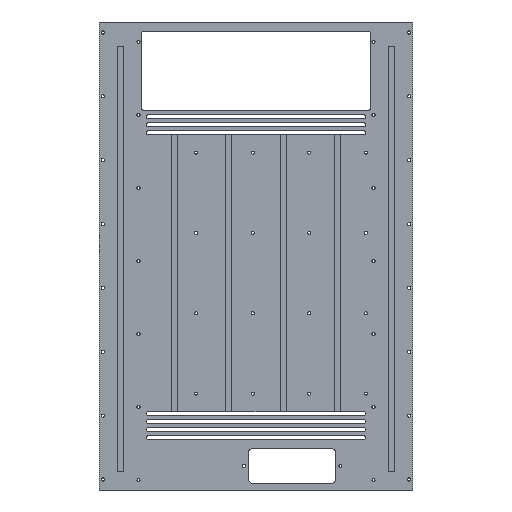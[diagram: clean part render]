
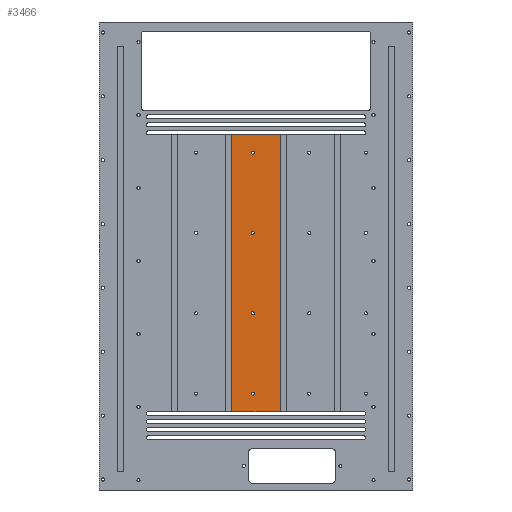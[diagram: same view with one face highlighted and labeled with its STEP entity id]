
A CAD part, left-side view. The second image highlights one B-rep face of the part: STEP entity #3466.
In plain terms, the highlighted planar face has unit normal (-1, 0, 0).
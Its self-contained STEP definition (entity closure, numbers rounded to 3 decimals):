
#210=CIRCLE('',#3733,1.3);
#211=CIRCLE('',#3734,1.3);
#212=CIRCLE('',#3735,1.3);
#213=CIRCLE('',#3736,1.3);
#413=FACE_BOUND('',#751,.T.);
#414=FACE_BOUND('',#752,.T.);
#415=FACE_BOUND('',#753,.T.);
#416=FACE_BOUND('',#754,.T.);
#510=FACE_OUTER_BOUND('',#750,.T.);
#750=EDGE_LOOP('',(#2541,#2542,#2543,#2544));
#751=EDGE_LOOP('',(#2545));
#752=EDGE_LOOP('',(#2546));
#753=EDGE_LOOP('',(#2547));
#754=EDGE_LOOP('',(#2548));
#1072=LINE('',#5408,#1354);
#1078=LINE('',#5419,#1360);
#1079=LINE('',#5421,#1361);
#1080=LINE('',#5422,#1362);
#1354=VECTOR('',#4273,10.);
#1360=VECTOR('',#4283,10.);
#1361=VECTOR('',#4284,10.);
#1362=VECTOR('',#4285,10.);
#1689=VERTEX_POINT('',#5406);
#1690=VERTEX_POINT('',#5407);
#1693=VERTEX_POINT('',#5418);
#1694=VERTEX_POINT('',#5420);
#1695=VERTEX_POINT('',#5423);
#1696=VERTEX_POINT('',#5425);
#1697=VERTEX_POINT('',#5427);
#1698=VERTEX_POINT('',#5429);
#2016=EDGE_CURVE('',#1689,#1690,#1072,.T.);
#2022=EDGE_CURVE('',#1690,#1693,#1078,.T.);
#2023=EDGE_CURVE('',#1693,#1694,#1079,.T.);
#2024=EDGE_CURVE('',#1694,#1689,#1080,.T.);
#2025=EDGE_CURVE('',#1695,#1695,#210,.F.);
#2026=EDGE_CURVE('',#1696,#1696,#211,.F.);
#2027=EDGE_CURVE('',#1697,#1697,#212,.F.);
#2028=EDGE_CURVE('',#1698,#1698,#213,.F.);
#2541=ORIENTED_EDGE('',*,*,#2016,.T.);
#2542=ORIENTED_EDGE('',*,*,#2022,.T.);
#2543=ORIENTED_EDGE('',*,*,#2023,.T.);
#2544=ORIENTED_EDGE('',*,*,#2024,.T.);
#2545=ORIENTED_EDGE('',*,*,#2025,.T.);
#2546=ORIENTED_EDGE('',*,*,#2026,.T.);
#2547=ORIENTED_EDGE('',*,*,#2027,.T.);
#2548=ORIENTED_EDGE('',*,*,#2028,.T.);
#3406=PLANE('',#3732);
#3466=ADVANCED_FACE('',(#510,#413,#414,#415,#416),#3406,.F.);
#3732=AXIS2_PLACEMENT_3D('',#5417,#4281,#4282);
#3733=AXIS2_PLACEMENT_3D('',#5424,#4286,#4287);
#3734=AXIS2_PLACEMENT_3D('',#5426,#4288,#4289);
#3735=AXIS2_PLACEMENT_3D('',#5428,#4290,#4291);
#3736=AXIS2_PLACEMENT_3D('',#5430,#4292,#4293);
#4273=DIRECTION('',(0.,0.,1.));
#4281=DIRECTION('center_axis',(1.,0.,0.));
#4282=DIRECTION('ref_axis',(0.,1.,0.));
#4283=DIRECTION('',(0.,1.,0.));
#4284=DIRECTION('',(0.,0.,-1.));
#4285=DIRECTION('',(0.,-1.,0.));
#4286=DIRECTION('center_axis',(-1.,0.,0.));
#4287=DIRECTION('ref_axis',(0.,1.,0.));
#4288=DIRECTION('center_axis',(-1.,0.,0.));
#4289=DIRECTION('ref_axis',(0.,1.,0.));
#4290=DIRECTION('center_axis',(-1.,0.,0.));
#4291=DIRECTION('ref_axis',(0.,1.,0.));
#4292=DIRECTION('center_axis',(-1.,0.,0.));
#4293=DIRECTION('ref_axis',(0.,1.,0.));
#5406=CARTESIAN_POINT('',(75.,-20.,-18.37));
#5407=CARTESIAN_POINT('',(75.,-20.,211.63));
#5408=CARTESIAN_POINT('',(75.,-20.,161.223));
#5417=CARTESIAN_POINT('Origin',(75.,0.,110.815));
#5418=CARTESIAN_POINT('',(75.,20.,211.63));
#5419=CARTESIAN_POINT('',(75.,-45.55,211.63));
#5420=CARTESIAN_POINT('',(75.,20.,-18.37));
#5421=CARTESIAN_POINT('',(75.,20.,46.222));
#5422=CARTESIAN_POINT('',(75.,45.55,-18.37));
#5423=CARTESIAN_POINT('',(75.,1.45,-3.37));
#5424=CARTESIAN_POINT('Origin',(75.,2.75,-3.37));
#5425=CARTESIAN_POINT('',(75.,1.45,196.63));
#5426=CARTESIAN_POINT('Origin',(75.,2.75,196.63));
#5427=CARTESIAN_POINT('',(75.,1.45,63.297));
#5428=CARTESIAN_POINT('Origin',(75.,2.75,63.297));
#5429=CARTESIAN_POINT('',(75.,1.45,129.963));
#5430=CARTESIAN_POINT('Origin',(75.,2.75,129.963));
